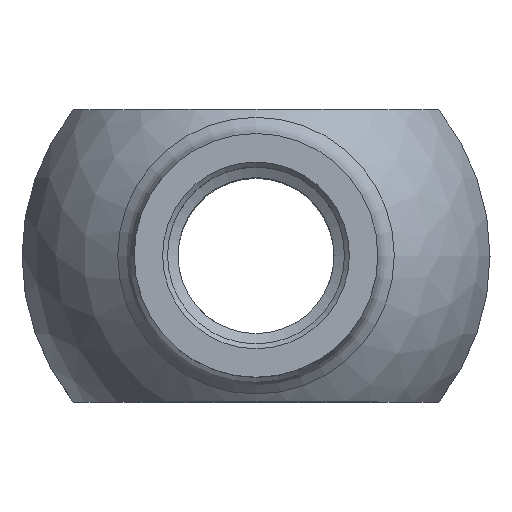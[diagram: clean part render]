
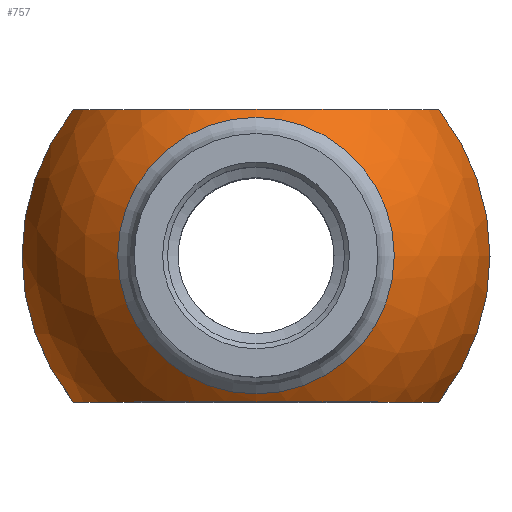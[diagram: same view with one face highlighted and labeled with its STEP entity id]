
A CAD part, top view. The second image highlights one B-rep face of the part: STEP entity #757.
In plain terms, the highlighted spherical face has radius 24.5 mm.
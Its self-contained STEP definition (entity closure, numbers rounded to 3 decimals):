
#699=CARTESIAN_POINT('',(13.186,10.807,19.976));
#700=VERTEX_POINT('',#699);
#701=CARTESIAN_POINT('',(-0.998,10.807,19.976));
#702=DIRECTION('',(0.0,0.0,1.0));
#703=DIRECTION('',(-1.0,0.0,0.0));
#704=AXIS2_PLACEMENT_3D('',#701,#702,#703);
#705=CIRCLE('',#704,14.184);
#706=EDGE_CURVE('',#700,#700,#705,.T.);
#711=CARTESIAN_POINT('',(-0.998,10.807,0.0));
#712=DIRECTION('',(0.0,0.0,1.0));
#713=DIRECTION('',(1.0,0.0,0.0));
#714=AXIS2_PLACEMENT_3D('',#711,#712,#713);
#715=SPHERICAL_SURFACE('',#714,24.5);
#716=CARTESIAN_POINT('',(17.737,25.807,4.924));
#717=VERTEX_POINT('',#716);
#718=CARTESIAN_POINT('',(-19.733,25.807,4.924));
#719=VERTEX_POINT('',#718);
#720=CARTESIAN_POINT('',(-0.998,25.807,0.0));
#721=DIRECTION('',(0.0,-1.0,0.0));
#722=DIRECTION('',(0.0,0.0,1.0));
#723=AXIS2_PLACEMENT_3D('',#720,#721,#722);
#724=CIRCLE('',#723,19.371);
#725=EDGE_CURVE('',#717,#719,#724,.T.);
#726=ORIENTED_EDGE('',*,*,#725,.T.);
#727=CARTESIAN_POINT('',(-19.733,-4.193,4.924));
#728=VERTEX_POINT('',#727);
#729=CARTESIAN_POINT('',(-0.998,10.807,4.924));
#730=DIRECTION('',(0.0,0.0,-1.0));
#731=DIRECTION('',(-1.0,0.0,0.0));
#732=AXIS2_PLACEMENT_3D('',#729,#730,#731);
#733=CIRCLE('',#732,24.);
#734=EDGE_CURVE('',#728,#719,#733,.T.);
#735=ORIENTED_EDGE('',*,*,#734,.F.);
#736=CARTESIAN_POINT('',(17.737,-4.193,4.924));
#737=VERTEX_POINT('',#736);
#738=CARTESIAN_POINT('',(-0.998,-4.193,0.0));
#739=DIRECTION('',(0.0,1.0,0.0));
#740=DIRECTION('',(0.0,0.0,-1.0));
#741=AXIS2_PLACEMENT_3D('',#738,#739,#740);
#742=CIRCLE('',#741,19.371);
#743=EDGE_CURVE('',#728,#737,#742,.T.);
#744=ORIENTED_EDGE('',*,*,#743,.T.);
#745=CARTESIAN_POINT('',(-0.998,10.807,4.924));
#746=DIRECTION('',(0.0,0.0,-1.0));
#747=DIRECTION('',(-1.0,0.0,0.0));
#748=AXIS2_PLACEMENT_3D('',#745,#746,#747);
#749=CIRCLE('',#748,24.);
#750=EDGE_CURVE('',#717,#737,#749,.T.);
#751=ORIENTED_EDGE('',*,*,#750,.F.);
#752=EDGE_LOOP('',(#726,#735,#744,#751));
#753=FACE_OUTER_BOUND('',#752,.T.);
#754=ORIENTED_EDGE('',*,*,#706,.F.);
#755=EDGE_LOOP('',(#754));
#756=FACE_BOUND('',#755,.T.);
#757=ADVANCED_FACE('',(#753,#756),#715,.T.);
